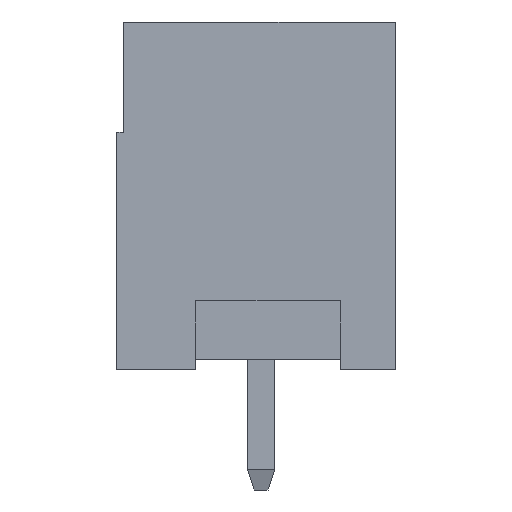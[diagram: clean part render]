
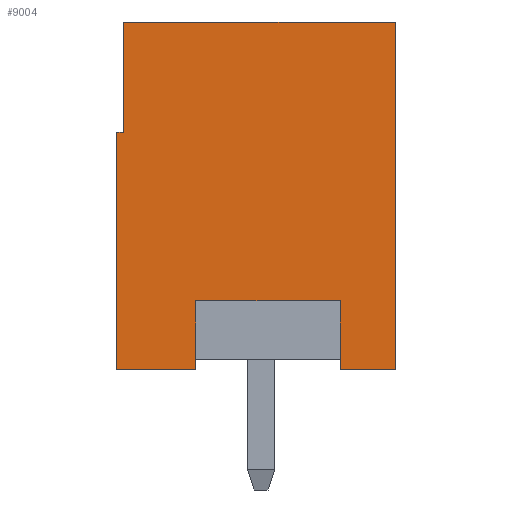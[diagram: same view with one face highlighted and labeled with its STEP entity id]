
A CAD part, left-side view. The second image highlights one B-rep face of the part: STEP entity #9004.
In plain terms, the highlighted planar face has unit normal (-1, 0, 0).
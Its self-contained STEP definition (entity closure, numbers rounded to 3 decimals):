
#920=ORIENTED_EDGE('',*,*,#3083,.T.);
#921=ORIENTED_EDGE('',*,*,#3447,.T.);
#922=ORIENTED_EDGE('',*,*,#3448,.T.);
#923=ORIENTED_EDGE('',*,*,#3449,.T.);
#924=ORIENTED_EDGE('',*,*,#3444,.T.);
#925=ORIENTED_EDGE('',*,*,#2790,.T.);
#926=ORIENTED_EDGE('',*,*,#2851,.T.);
#927=ORIENTED_EDGE('',*,*,#3450,.F.);
#928=ORIENTED_EDGE('',*,*,#3451,.F.);
#929=ORIENTED_EDGE('',*,*,#3452,.T.);
#2790=EDGE_CURVE('',#4088,#4087,#4951,.T.);
#2851=EDGE_CURVE('',#4087,#4143,#5012,.T.);
#3083=EDGE_CURVE('',#4367,#4365,#5244,.T.);
#3444=EDGE_CURVE('',#4678,#4088,#5576,.T.);
#3447=EDGE_CURVE('',#4365,#4680,#5579,.T.);
#3448=EDGE_CURVE('',#4680,#4681,#5580,.T.);
#3449=EDGE_CURVE('',#4681,#4678,#5581,.T.);
#3450=EDGE_CURVE('',#4682,#4143,#5582,.T.);
#3451=EDGE_CURVE('',#4683,#4682,#5583,.T.);
#3452=EDGE_CURVE('',#4683,#4367,#5584,.T.);
#4087=VERTEX_POINT('',#12380);
#4088=VERTEX_POINT('',#12382);
#4143=VERTEX_POINT('',#12500);
#4365=VERTEX_POINT('',#12991);
#4367=VERTEX_POINT('',#12994);
#4678=VERTEX_POINT('',#13728);
#4680=VERTEX_POINT('',#13734);
#4681=VERTEX_POINT('',#13736);
#4682=VERTEX_POINT('',#13739);
#4683=VERTEX_POINT('',#13741);
#4951=LINE('',#12381,#6204);
#5012=LINE('',#12502,#6265);
#5244=LINE('',#12993,#6497);
#5576=LINE('',#13727,#6829);
#5579=LINE('',#13733,#6832);
#5580=LINE('',#13735,#6833);
#5581=LINE('',#13737,#6834);
#5582=LINE('',#13738,#6835);
#5583=LINE('',#13740,#6836);
#5584=LINE('',#13742,#6837);
#6204=VECTOR('',#10009,1000.);
#6265=VECTOR('',#10076,1000.);
#6497=VECTOR('',#10382,1000.);
#6829=VECTOR('',#10896,1000.);
#6832=VECTOR('',#10901,1000.);
#6833=VECTOR('',#10902,1000.);
#6834=VECTOR('',#10903,1000.);
#6835=VECTOR('',#10904,1000.);
#6836=VECTOR('',#10905,1000.);
#6837=VECTOR('',#10906,1000.);
#7531=EDGE_LOOP('',(#920,#921,#922,#923,#924,#925,#926,#927,#928,#929));
#8054=FACE_BOUND('',#7531,.T.);
#8546=PLANE('',#9534);
#9004=ADVANCED_FACE('',(#8054),#8546,.T.);
#9534=AXIS2_PLACEMENT_3D('',#13732,#10899,#10900);
#10009=DIRECTION('',(0.,0.,1.));
#10076=DIRECTION('',(0.,1.,0.));
#10382=DIRECTION('',(0.,-1.,0.));
#10896=DIRECTION('',(0.,-1.,0.));
#10899=DIRECTION('',(-1.,0.,0.));
#10900=DIRECTION('',(0.,0.,1.));
#10901=DIRECTION('',(0.,0.,1.));
#10902=DIRECTION('',(0.,-1.,0.));
#10903=DIRECTION('',(0.,0.,-1.));
#10904=DIRECTION('',(0.,0.,1.));
#10905=DIRECTION('',(0.,-1.,0.));
#10906=DIRECTION('',(0.,0.,-1.));
#12380=CARTESIAN_POINT('',(-11.,-4.05,5.05));
#12381=CARTESIAN_POINT('',(-11.,-4.05,-5.05));
#12382=CARTESIAN_POINT('',(-11.,-4.05,-5.05));
#12500=CARTESIAN_POINT('',(-11.,3.85,5.05));
#12502=CARTESIAN_POINT('',(-11.,-4.05,5.05));
#12991=CARTESIAN_POINT('',(-11.,1.75,-5.05));
#12993=CARTESIAN_POINT('',(-11.,4.05,-5.05));
#12994=CARTESIAN_POINT('',(-11.,4.05,-5.05));
#13727=CARTESIAN_POINT('',(-11.,4.05,-5.05));
#13728=CARTESIAN_POINT('',(-11.,-2.45,-5.05));
#13732=CARTESIAN_POINT('',(-11.,0.,0.));
#13733=CARTESIAN_POINT('',(-11.,1.75,-5.05));
#13734=CARTESIAN_POINT('',(-11.,1.75,-3.05));
#13735=CARTESIAN_POINT('',(-11.,1.75,-3.05));
#13736=CARTESIAN_POINT('',(-11.,-2.45,-3.05));
#13737=CARTESIAN_POINT('',(-11.,-2.45,-3.05));
#13738=CARTESIAN_POINT('',(-11.,3.85,0.));
#13739=CARTESIAN_POINT('',(-11.,3.85,1.85));
#13740=CARTESIAN_POINT('',(-11.,0.,1.85));
#13741=CARTESIAN_POINT('',(-11.,4.05,1.85));
#13742=CARTESIAN_POINT('',(-11.,4.05,5.05));
